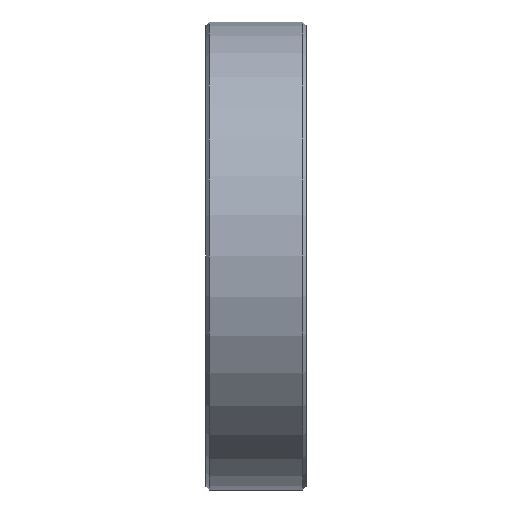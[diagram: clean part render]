
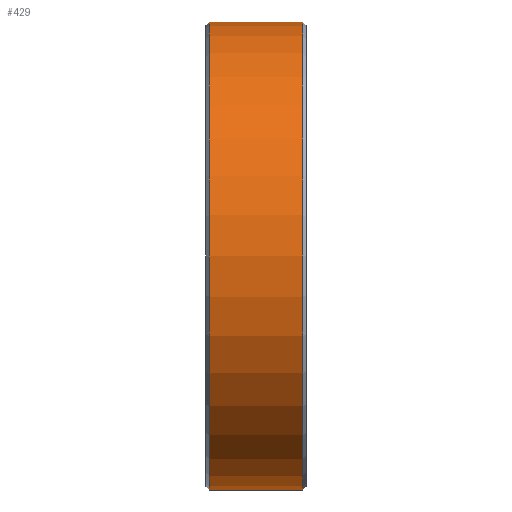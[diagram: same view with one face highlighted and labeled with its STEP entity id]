
A CAD part, left-side view. The second image highlights one B-rep face of the part: STEP entity #429.
In plain terms, the highlighted cylindrical face has radius 16.891 mm (diameter 33.782 mm), a partial arc.
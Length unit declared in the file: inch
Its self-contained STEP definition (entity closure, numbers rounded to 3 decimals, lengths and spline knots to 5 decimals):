
#207 = VERTEX_POINT ( 'NONE', #1110 ) ;
#210 = VERTEX_POINT ( 'NONE', #1104 ) ;
#222 = VERTEX_POINT ( 'NONE', #1139 ) ;
#225 = VERTEX_POINT ( 'NONE', #1133 ) ;
#352 = EDGE_CURVE ( 'NONE', #222, #210, #1375, .T. ) ;
#355 = EDGE_CURVE ( 'NONE', #225, #207, #1371, .T. ) ;
#409 = EDGE_CURVE ( 'NONE', #222, #225, #1475, .T. ) ;
#410 = ORIENTED_EDGE ( 'NONE', *, *, #355, .T. ) ;
#411 = ORIENTED_EDGE ( 'NONE', *, *, #412, .T. ) ;
#412 = EDGE_CURVE ( 'NONE', #207, #210, #1470, .T. ) ;
#429 = ADVANCED_FACE ( 'NONE', ( #1498 ), #1497, .T. ) ;
#430 = EDGE_LOOP ( 'NONE', ( #431, #432, #410, #411 ) ) ;
#431 = ORIENTED_EDGE ( 'NONE', *, *, #352, .F. ) ;
#432 = ORIENTED_EDGE ( 'NONE', *, *, #409, .T. ) ;
#1104 = CARTESIAN_POINT ( 'NONE',  ( 0., 0.275, -0.665 ) ) ;
#1110 = CARTESIAN_POINT ( 'NONE',  ( 0., 0.275, 0.665 ) ) ;
#1133 = CARTESIAN_POINT ( 'NONE',  ( 0., 0.01, 0.665 ) ) ;
#1139 = CARTESIAN_POINT ( 'NONE',  ( 0., 0.01, -0.665 ) ) ;
#1368 = DIRECTION ( 'NONE',  ( 0., 1., 0. ) ) ;
#1369 = VECTOR ( 'NONE', #1368, 39.37008 ) ;
#1370 = CARTESIAN_POINT ( 'NONE',  ( 0., 1.72857, 0.665 ) ) ;
#1371 = LINE ( 'NONE', #1370, #1369 ) ;
#1372 = DIRECTION ( 'NONE',  ( 0., 1., 0. ) ) ;
#1373 = VECTOR ( 'NONE', #1372, 39.37008 ) ;
#1374 = CARTESIAN_POINT ( 'NONE',  ( 0., 1.72857, -0.665 ) ) ;
#1375 = LINE ( 'NONE', #1374, #1373 ) ;
#1466 = DIRECTION ( 'NONE',  ( 0., 0., 1. ) ) ;
#1467 = DIRECTION ( 'NONE',  ( 0., -1., 0. ) ) ;
#1468 = CARTESIAN_POINT ( 'NONE',  ( 0., 0.275, 0. ) ) ;
#1469 = AXIS2_PLACEMENT_3D ( 'NONE', #1468, #1467, #1466 ) ;
#1470 = CIRCLE ( 'NONE', #1469, 0.665 ) ;
#1471 = DIRECTION ( 'NONE',  ( 0., 0., -1. ) ) ;
#1472 = DIRECTION ( 'NONE',  ( 0., 1., 0. ) ) ;
#1473 = CARTESIAN_POINT ( 'NONE',  ( 0., 0.01, 0. ) ) ;
#1474 = AXIS2_PLACEMENT_3D ( 'NONE', #1473, #1472, #1471 ) ;
#1475 = CIRCLE ( 'NONE', #1474, 0.665 ) ;
#1492 = DIRECTION ( 'NONE',  ( 0., 0., 1. ) ) ;
#1493 = DIRECTION ( 'NONE',  ( 0., 1., 0. ) ) ;
#1494 = AXIS2_PLACEMENT_3D ( 'NONE', #1496, #1493, #1492 ) ;
#1496 = CARTESIAN_POINT ( 'NONE',  ( 0., 1.72857, 0. ) ) ;
#1497 = CYLINDRICAL_SURFACE ( 'NONE', #1494, 0.665 ) ;
#1498 = FACE_OUTER_BOUND ( 'NONE', #430, .T. ) ;
